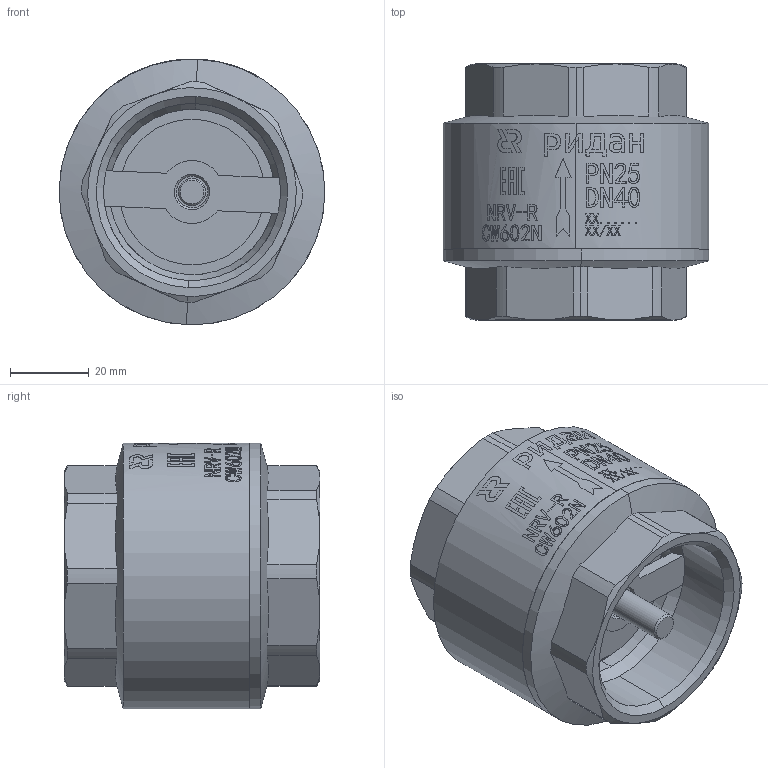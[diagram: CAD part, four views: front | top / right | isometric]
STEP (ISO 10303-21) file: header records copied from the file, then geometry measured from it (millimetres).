
FILE_DESCRIPTION (( 'STEP AP214' ), '1' );
FILE_NAME ('砦隙概1.5.STEP', '2023-03-07T06:58:44', ( '' ), ( '' ), 'SwSTEP 2.0', 'SolidWorks 2016', '' );
FILE_SCHEMA (( 'AUTOMOTIVE_DESIGN' ));
Length unit declared in the file: millimetre
Products named in the file (6): 概簽; 菜え; 概郋; 粟銅 蚾饜; 概极2110103_趼; 砦隙概1.5
Assembly tree (5 placements, depth 2):
  砦隙概1.5
    概极2110103_趼
    粟銅 蚾饜
    概郋
    菜え
    概簽
Bounding box: 67.5 x 65 x 67.51 mm (x, y, z)
Volume: 77246.6 mm3; surface area: 48560.2 mm2
Topology: 5 solids, 5 shells, 660 faces, 1700 edges, 1111 vertices
Faces by surface type: plane 294, bspline 188, cylinder 122, cone 48, torus 8
Entity records: 45242 total; most frequent: CARTESIAN_POINT 30278, ORIENTED_EDGE 3400, DIRECTION 2468, EDGE_CURVE 1700, VERTEX_POINT 1111, AXIS2_PLACEMENT_3D 993, EDGE_LOOP 735, B_SPLINE_CURVE_WITH_KNOTS 705
